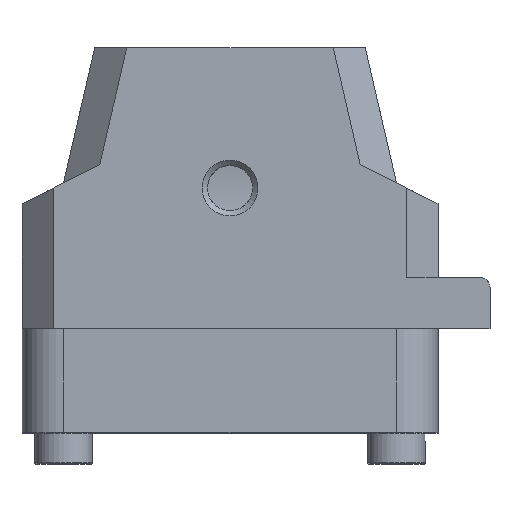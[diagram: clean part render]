
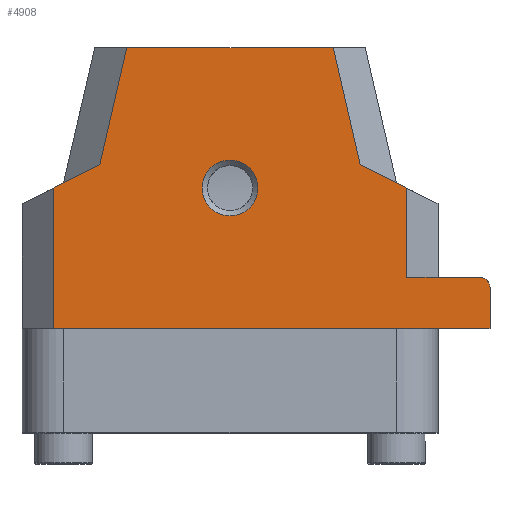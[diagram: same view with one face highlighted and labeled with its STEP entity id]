
A CAD part, top view. The second image highlights one B-rep face of the part: STEP entity #4908.
In plain terms, the highlighted planar face has unit normal (0, 0, 1).
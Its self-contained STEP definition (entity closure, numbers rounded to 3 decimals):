
#691=FACE_BOUND('',#1213,.T.);
#723=CIRCLE('',#5258,1.);
#724=CIRCLE('',#5259,2.675);
#917=FACE_OUTER_BOUND('',#1212,.T.);
#1212=EDGE_LOOP('',(#3349,#3350,#3351,#3352,#3353,#3354,#3355,#3356,#3357,
#3358,#3359));
#1213=EDGE_LOOP('',(#3360));
#1491=LINE('',#6561,#1686);
#1499=LINE('',#6586,#1694);
#1517=LINE('',#6857,#1712);
#1534=LINE('',#6897,#1729);
#1544=LINE('',#6913,#1739);
#1547=LINE('',#6918,#1742);
#1548=LINE('',#6921,#1743);
#1549=LINE('',#6922,#1744);
#1550=LINE('',#6923,#1745);
#1551=LINE('',#6924,#1746);
#1686=VECTOR('',#5596,1000.);
#1694=VECTOR('',#5614,1000.);
#1712=VECTOR('',#5706,1000.);
#1729=VECTOR('',#5741,1000.);
#1739=VECTOR('',#5757,1000.);
#1742=VECTOR('',#5762,1000.);
#1743=VECTOR('',#5765,1000.);
#1744=VECTOR('',#5766,1000.);
#1745=VECTOR('',#5767,1000.);
#1746=VECTOR('',#5768,1000.);
#1881=VERTEX_POINT('',#6558);
#1882=VERTEX_POINT('',#6560);
#1893=VERTEX_POINT('',#6583);
#1894=VERTEX_POINT('',#6585);
#1929=VERTEX_POINT('',#6855);
#1930=VERTEX_POINT('',#6856);
#1943=VERTEX_POINT('',#6894);
#1944=VERTEX_POINT('',#6896);
#1947=VERTEX_POINT('',#6911);
#1948=VERTEX_POINT('',#6917);
#1949=VERTEX_POINT('',#6919);
#1950=VERTEX_POINT('',#6925);
#2408=EDGE_CURVE('',#1882,#1881,#1491,.T.);
#2420=EDGE_CURVE('',#1893,#1894,#1499,.T.);
#2466=EDGE_CURVE('',#1929,#1930,#1517,.T.);
#2488=EDGE_CURVE('',#1943,#1944,#1534,.T.);
#2498=EDGE_CURVE('',#1947,#1930,#1544,.T.);
#2501=EDGE_CURVE('',#1881,#1948,#1547,.T.);
#2502=EDGE_CURVE('',#1948,#1949,#723,.F.);
#2503=EDGE_CURVE('',#1949,#1929,#1548,.T.);
#2504=EDGE_CURVE('',#1947,#1894,#1549,.T.);
#2505=EDGE_CURVE('',#1893,#1944,#1550,.T.);
#2506=EDGE_CURVE('',#1943,#1882,#1551,.T.);
#2507=EDGE_CURVE('',#1950,#1950,#724,.T.);
#3349=ORIENTED_EDGE('',*,*,#2501,.T.);
#3350=ORIENTED_EDGE('',*,*,#2502,.T.);
#3351=ORIENTED_EDGE('',*,*,#2503,.T.);
#3352=ORIENTED_EDGE('',*,*,#2466,.T.);
#3353=ORIENTED_EDGE('',*,*,#2498,.F.);
#3354=ORIENTED_EDGE('',*,*,#2504,.T.);
#3355=ORIENTED_EDGE('',*,*,#2420,.F.);
#3356=ORIENTED_EDGE('',*,*,#2505,.T.);
#3357=ORIENTED_EDGE('',*,*,#2488,.F.);
#3358=ORIENTED_EDGE('',*,*,#2506,.T.);
#3359=ORIENTED_EDGE('',*,*,#2408,.T.);
#3360=ORIENTED_EDGE('',*,*,#2507,.T.);
#4816=PLANE('',#5257);
#4908=ADVANCED_FACE('',(#917,#691),#4816,.F.);
#5257=AXIS2_PLACEMENT_3D('',#6916,#5760,#5761);
#5258=AXIS2_PLACEMENT_3D('',#6920,#5763,#5764);
#5259=AXIS2_PLACEMENT_3D('',#6926,#5769,#5770);
#5596=DIRECTION('',(1.,0.,0.));
#5614=DIRECTION('',(1.,0.,0.));
#5706=DIRECTION('',(0.,1.,0.));
#5741=DIRECTION('',(0.894,0.447,0.));
#5757=DIRECTION('',(0.894,-0.447,0.));
#5760=DIRECTION('center_axis',(0.,0.,-1.));
#5761=DIRECTION('ref_axis',(1.,0.,0.));
#5762=DIRECTION('',(0.,1.,0.));
#5763=DIRECTION('center_axis',(0.,0.,-1.));
#5764=DIRECTION('ref_axis',(-1.,0.,0.));
#5765=DIRECTION('',(-1.,0.,0.));
#5766=DIRECTION('',(-0.225,0.974,0.));
#5767=DIRECTION('',(-0.225,-0.974,0.));
#5768=DIRECTION('',(0.,-1.,0.));
#5769=DIRECTION('center_axis',(0.,0.,-1.));
#5770=DIRECTION('ref_axis',(-1.,0.,0.));
#6558=CARTESIAN_POINT('',(85.,-43.5,25.2));
#6560=CARTESIAN_POINT('',(43.,-43.5,25.2));
#6561=CARTESIAN_POINT('',(49.5,-43.5,25.2));
#6583=CARTESIAN_POINT('',(50.079,-16.5,25.2));
#6585=CARTESIAN_POINT('',(69.921,-16.5,25.2));
#6586=CARTESIAN_POINT('',(60.,-16.5,25.2));
#6855=CARTESIAN_POINT('',(77.,-38.6,25.2));
#6856=CARTESIAN_POINT('',(77.,-30.,25.2));
#6857=CARTESIAN_POINT('',(77.,-29.95,25.2));
#6894=CARTESIAN_POINT('',(43.,-30.,25.2));
#6896=CARTESIAN_POINT('',(47.48,-27.76,25.2));
#6897=CARTESIAN_POINT('',(43.888,-29.556,25.2));
#6911=CARTESIAN_POINT('',(72.52,-27.76,25.2));
#6913=CARTESIAN_POINT('',(76.112,-29.556,25.2));
#6916=CARTESIAN_POINT('Origin',(60.95,-29.95,25.2));
#6917=CARTESIAN_POINT('',(85.,-39.6,25.2));
#6918=CARTESIAN_POINT('',(85.,-41.05,25.2));
#6919=CARTESIAN_POINT('',(84.,-38.6,25.2));
#6920=CARTESIAN_POINT('Origin',(84.,-39.6,25.2));
#6921=CARTESIAN_POINT('',(85.,-38.6,25.2));
#6922=CARTESIAN_POINT('',(72.414,-27.304,25.2));
#6923=CARTESIAN_POINT('',(47.682,-26.888,25.2));
#6924=CARTESIAN_POINT('',(43.,-29.95,25.2));
#6925=CARTESIAN_POINT('',(57.325,-30.,25.2));
#6926=CARTESIAN_POINT('Origin',(60.,-30.,25.2));
